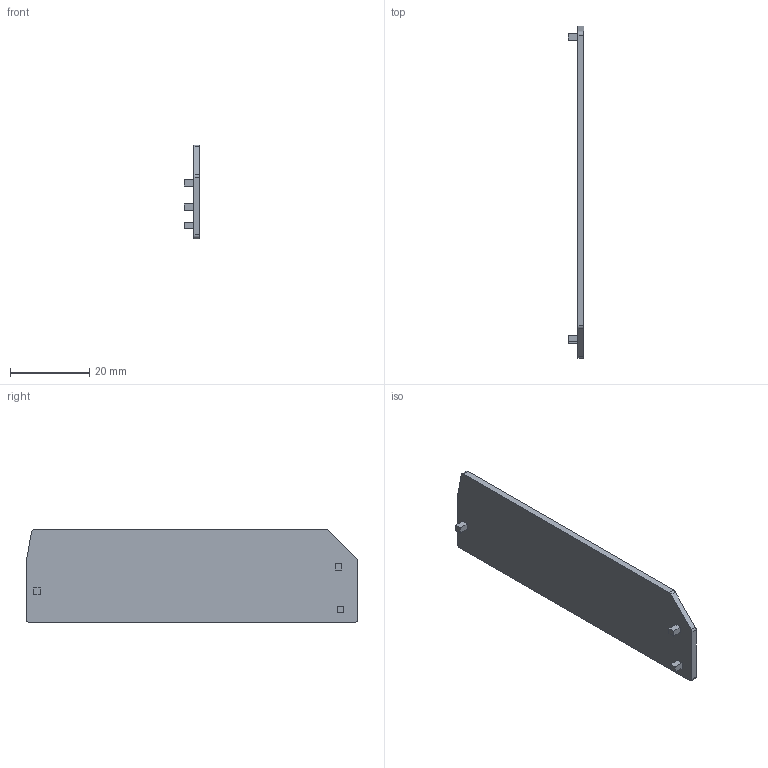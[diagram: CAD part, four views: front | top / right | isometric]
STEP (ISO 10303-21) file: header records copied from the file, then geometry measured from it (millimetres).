
FILE_DESCRIPTION(('CATIA V5 STEP Exchange','CAx-IF Rec.Pracs.--- Model Styling and Organization---1.4--- 2014-01-23'),'2;1');
FILE_NAME ('D1450796_0', '2020-01-20T13:27:58+00:00', ('none'), ('Weidmueller'), 'CATIA Version 5-6 Release 2016 SP3 HF44', 'CATIA V5 STEP AP214', 'none');
FILE_SCHEMA(('AUTOMOTIVE_DESIGN { 1 0 10303 214 1 1 1 1 }'));
Length unit declared in the file: millimetre
Products named in the file (1): 1305240000_WAP_WDT_2-5_BT
Bounding box: 3.96 x 83.75 x 23.65 mm (x, y, z)
Volume: 2934.5 mm3; surface area: 4246.2 mm2
Topology: 1 solids, 1 shells, 28 faces, 69 edges, 46 vertices
Faces by surface type: plane 23, cylinder 5
Entity records: 825 total; most frequent: CARTESIAN_POINT 142, ORIENTED_EDGE 138, DIRECTION 121, EDGE_CURVE 69, VECTOR 59, LINE 59, VERTEX_POINT 46, AXIS2_PLACEMENT_3D 37
